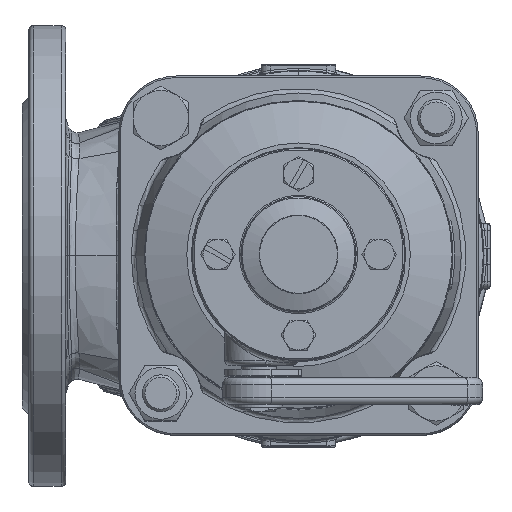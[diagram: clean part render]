
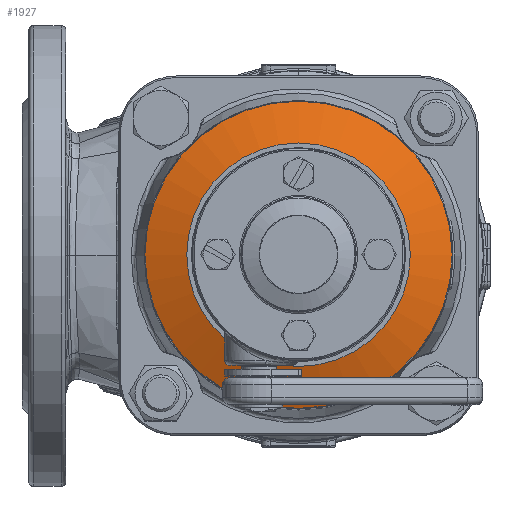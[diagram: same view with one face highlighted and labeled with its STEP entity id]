
A CAD part, top view. The second image highlights one B-rep face of the part: STEP entity #1927.
In plain terms, the highlighted conical face has half-angle 70 degrees and reference radius 48.5 mm.
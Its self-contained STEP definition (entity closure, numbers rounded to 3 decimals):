
#1804=CARTESIAN_POINT('',(66.671,-0.,306.386));
#1805=VERTEX_POINT('',#1804);
#1832=CARTESIAN_POINT('',(-66.671,0.,306.386));
#1833=VERTEX_POINT('',#1832);
#1834=CARTESIAN_POINT('',(0.,-0.,306.386));
#1835=DIRECTION('',(0.,0.,1.));
#1836=DIRECTION('',(1.,-0.,-0.));
#1837=AXIS2_PLACEMENT_3D('',#1834,#1835,#1836);
#1838=CIRCLE('',#1837,66.671);
#1839=EDGE_CURVE('NONE',#1833,#1805,#1838,.T.);
#1841=CARTESIAN_POINT('',(0.,-0.,306.386));
#1842=DIRECTION('',(0.,0.,1.));
#1843=DIRECTION('',(1.,-0.,-0.));
#1844=AXIS2_PLACEMENT_3D('',#1841,#1842,#1843);
#1845=CIRCLE('',#1844,66.671);
#1846=EDGE_CURVE('NONE',#1805,#1833,#1845,.T.);
#1893=CARTESIAN_POINT('',(0.,-0.,313.));
#1894=DIRECTION('',(-0.,-0.,-1.));
#1895=DIRECTION('',(-1.,0.,0.));
#1896=AXIS2_PLACEMENT_3D('',#1893,#1894,#1895);
#1897=CONICAL_SURFACE('',#1896,48.5,70.);
#1898=CARTESIAN_POINT('',(-48.5,0.,313.));
#1899=VERTEX_POINT('',#1898);
#1900=CARTESIAN_POINT('',(-66.671,0.,306.386));
#1901=DIRECTION('',(0.94,-0.,0.342));
#1902=VECTOR('',#1901,19.337);
#1903=LINE('',#1900,#1902);
#1904=EDGE_CURVE('',#1833,#1899,#1903,.T.);
#1905=ORIENTED_EDGE('',*,*,#1904,.T.);
#1906=CARTESIAN_POINT('',(48.5,-0.,313.));
#1907=VERTEX_POINT('',#1906);
#1908=CARTESIAN_POINT('',(0.,-0.,313.));
#1909=DIRECTION('',(-0.,-0.,-1.));
#1910=DIRECTION('',(-1.,0.,0.));
#1911=AXIS2_PLACEMENT_3D('',#1908,#1909,#1910);
#1912=CIRCLE('',#1911,48.5);
#1913=EDGE_CURVE('NONE',#1899,#1907,#1912,.T.);
#1914=ORIENTED_EDGE('',*,*,#1913,.T.);
#1915=CARTESIAN_POINT('',(0.,-0.,313.));
#1916=DIRECTION('',(-0.,-0.,-1.));
#1917=DIRECTION('',(-1.,0.,0.));
#1918=AXIS2_PLACEMENT_3D('',#1915,#1916,#1917);
#1919=CIRCLE('',#1918,48.5);
#1920=EDGE_CURVE('NONE',#1907,#1899,#1919,.T.);
#1921=ORIENTED_EDGE('',*,*,#1920,.T.);
#1922=ORIENTED_EDGE('',*,*,#1904,.F.);
#1923=ORIENTED_EDGE('',*,*,#1839,.T.);
#1924=ORIENTED_EDGE('',*,*,#1846,.T.);
#1925=EDGE_LOOP('',(#1905,#1914,#1921,#1922,#1923,#1924));
#1926=FACE_BOUND('',#1925,.T.);
#1927=ADVANCED_FACE('NONE',(#1926),#1897,.T.);
